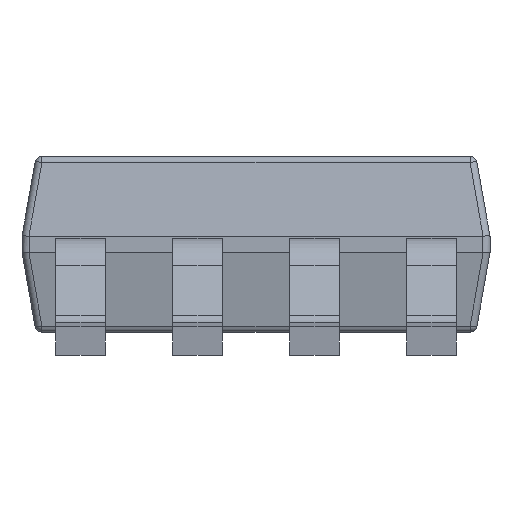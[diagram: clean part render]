
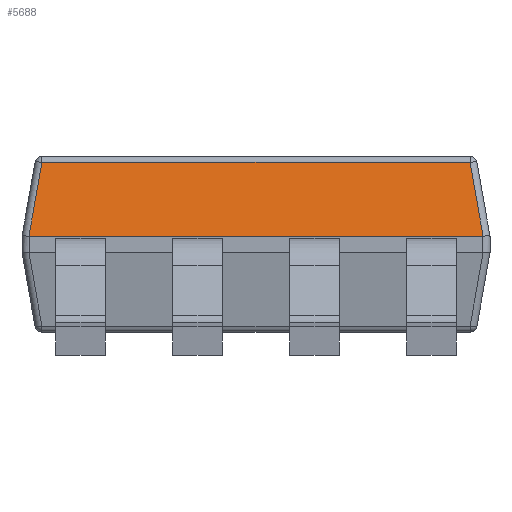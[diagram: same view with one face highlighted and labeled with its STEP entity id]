
A CAD part, left-side view. The second image highlights one B-rep face of the part: STEP entity #5688.
In plain terms, the highlighted planar face has unit normal (-0.985, 0, 0.174).
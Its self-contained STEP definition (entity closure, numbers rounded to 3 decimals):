
#25=ELLIPSE('',#5977,0.173,0.03);
#26=ELLIPSE('',#5983,0.173,0.03);
#407=FACE_OUTER_BOUND('',#716,.T.);
#716=EDGE_LOOP('',(#4572,#4573,#4574,#4575,#4576,#4577));
#1243=LINE('',#8597,#1920);
#1269=LINE('',#8718,#1946);
#1272=LINE('',#8722,#1949);
#1323=LINE('',#8818,#2000);
#1920=VECTOR('',#6990,1.83);
#1946=VECTOR('',#7122,0.325);
#1949=VECTOR('',#7127,0.325);
#2000=VECTOR('',#7188,1.94);
#2458=VERTEX_POINT('',#8581);
#2461=VERTEX_POINT('',#8591);
#2469=VERTEX_POINT('',#8615);
#2476=VERTEX_POINT('',#8628);
#2481=VERTEX_POINT('',#8640);
#2482=VERTEX_POINT('',#8642);
#3132=EDGE_CURVE('',#2461,#2458,#1243,.T.);
#3148=EDGE_CURVE('',#2476,#2469,#25,.T.);
#3153=EDGE_CURVE('',#2481,#2482,#26,.T.);
#3193=EDGE_CURVE('',#2482,#2461,#1269,.T.);
#3196=EDGE_CURVE('',#2458,#2476,#1272,.T.);
#3247=EDGE_CURVE('',#2481,#2469,#1323,.T.);
#4572=ORIENTED_EDGE('',*,*,#3153,.F.);
#4573=ORIENTED_EDGE('',*,*,#3247,.T.);
#4574=ORIENTED_EDGE('',*,*,#3148,.F.);
#4575=ORIENTED_EDGE('',*,*,#3196,.F.);
#4576=ORIENTED_EDGE('',*,*,#3132,.F.);
#4577=ORIENTED_EDGE('',*,*,#3193,.F.);
#5225=PLANE('',#6031);
#5688=ADVANCED_FACE('',(#407),#5225,.T.);
#5977=AXIS2_PLACEMENT_3D('',#8630,#7022,#7023);
#5983=AXIS2_PLACEMENT_3D('',#8643,#7035,#7036);
#6031=AXIS2_PLACEMENT_3D('',#8851,#7221,#7222);
#6990=DIRECTION('',(0.,-1.,0.));
#7022=DIRECTION('center_axis',(0.985,0.,-0.174));
#7023=DIRECTION('ref_axis',(-0.174,0.,-0.985));
#7035=DIRECTION('center_axis',(0.985,0.,-0.174));
#7036=DIRECTION('ref_axis',(-0.174,0.,-0.985));
#7122=DIRECTION('',(0.171,-0.171,0.97));
#7127=DIRECTION('',(-0.171,-0.171,-0.97));
#7188=DIRECTION('',(0.,-1.,0.));
#7221=DIRECTION('center_axis',(-0.985,0.,0.174));
#7222=DIRECTION('ref_axis',(0.174,0.,0.985));
#8581=CARTESIAN_POINT('',(-1.094,-0.915,0.825));
#8591=CARTESIAN_POINT('',(-1.094,0.915,0.825));
#8597=CARTESIAN_POINT('',(-1.094,0.,0.825));
#8615=CARTESIAN_POINT('',(-1.15,-0.97,0.51));
#8628=CARTESIAN_POINT('',(-1.15,-0.97,0.51));
#8630=CARTESIAN_POINT('Origin',(-1.12,-0.97,0.68));
#8640=CARTESIAN_POINT('',(-1.15,0.97,0.51));
#8642=CARTESIAN_POINT('',(-1.15,0.97,0.51));
#8643=CARTESIAN_POINT('Origin',(-1.12,0.97,0.68));
#8718=CARTESIAN_POINT('',(-1.099,0.919,0.801));
#8722=CARTESIAN_POINT('',(-1.099,-0.919,0.801));
#8818=CARTESIAN_POINT('',(-1.15,0.,0.51));
#8851=CARTESIAN_POINT('Origin',(-1.12,0.,0.68));
